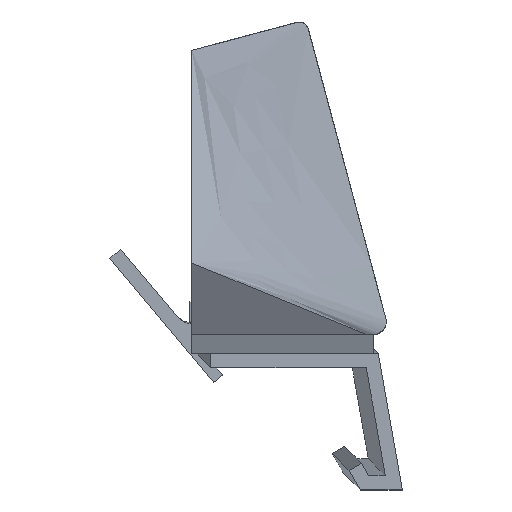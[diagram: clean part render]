
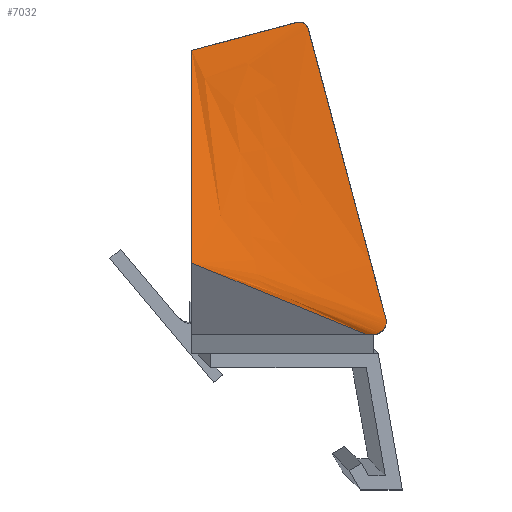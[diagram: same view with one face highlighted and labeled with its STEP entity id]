
A CAD part, left-side view. The second image highlights one B-rep face of the part: STEP entity #7032.
In plain terms, the highlighted free-form (B-spline) face has degree [3, 3] with [19, 4] control points.
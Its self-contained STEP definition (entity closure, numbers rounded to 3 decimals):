
#6970 = VERTEX_POINT('',#6971);
#6971 = CARTESIAN_POINT('',(-95.401,-2.517,
    1.823));
#6979 = VERTEX_POINT('',#6980);
#6980 = CARTESIAN_POINT('',(-95.401,20.064,
    38.497));
#6985 = EDGE_CURVE('',#6979,#6970,#6986,.T.);
#6986 = B_SPLINE_CURVE_WITH_KNOTS('',3,(#6987,#6988,#6989,#6990,#6991,
    #6992,#6993,#6994,#6995,#6996,#6997,#6998,#6999,#7000,#7001,#7002,
    #7003,#7004,#7005),.UNSPECIFIED.,.F.,.F.,(4,2,1,2,1,1,1,1,2,1,1,2,4)
  ,(0.,0.24,0.248,0.272,0.438,
    0.603,0.768,0.851,0.933,
    0.946,0.972,0.985,1.),.UNSPECIFIED.);
#6987 = CARTESIAN_POINT('',(-95.401,20.064,
    38.497));
#6988 = CARTESIAN_POINT('',(-95.401,15.547,
    39.708));
#6989 = CARTESIAN_POINT('',(-95.401,11.024,
    40.925));
#6990 = CARTESIAN_POINT('',(-95.401,6.358,
    42.17));
#6991 = CARTESIAN_POINT('',(-95.401,5.701,
    42.222));
#6992 = CARTESIAN_POINT('',(-95.401,5.136,
    41.734));
#6993 = CARTESIAN_POINT('',(-95.401,4.198,
    38.137));
#6994 = CARTESIAN_POINT('',(-95.401,2.512,
    31.931));
#6995 = CARTESIAN_POINT('',(-95.401,0.019,
    22.583));
#6996 = CARTESIAN_POINT('',(-95.401,-2.072,
    14.808));
#6997 = CARTESIAN_POINT('',(-95.401,-3.739,
    8.582));
#6998 = CARTESIAN_POINT('',(-95.401,-4.574,
    5.47));
#6999 = CARTESIAN_POINT('',(-95.401,-5.056,
    3.67));
#7000 = CARTESIAN_POINT('',(-95.401,-5.087,
    2.884));
#7001 = CARTESIAN_POINT('',(-95.401,-4.406,
    1.996));
#7002 = CARTESIAN_POINT('',(-95.401,-3.639,
    1.824));
#7003 = CARTESIAN_POINT('',(-95.401,-3.096,
    1.823));
#7004 = CARTESIAN_POINT('',(-95.401,-2.807,
    1.823));
#7005 = CARTESIAN_POINT('',(-95.401,-2.517,
    1.823));
#7016 = VERTEX_POINT('',#7017);
#7017 = CARTESIAN_POINT('',(-101.019,20.064,
    11.056));
#7022 = EDGE_CURVE('',#6979,#7016,#7023,.T.);
#7023 = B_SPLINE_CURVE_WITH_KNOTS('',1,(#7024,#7025),.UNSPECIFIED.,.F.,
  .F.,(2,2),(0.,22.755),
  .PIECEWISE_BEZIER_KNOTS.);
#7024 = CARTESIAN_POINT('',(-95.401,20.064,
    38.497));
#7025 = CARTESIAN_POINT('',(-101.019,20.064,
    11.056));
#7032 = ADVANCED_FACE('',(#7033),#7042,.T.);
#7033 = FACE_BOUND('',#7034,.T.);
#7034 = EDGE_LOOP('',(#7035,#7036,#7041));
#7035 = ORIENTED_EDGE('',*,*,#7022,.T.);
#7036 = ORIENTED_EDGE('',*,*,#7037,.T.);
#7037 = EDGE_CURVE('',#7016,#6970,#7038,.T.);
#7038 = B_SPLINE_CURVE_WITH_KNOTS('',1,(#7039,#7040),.UNSPECIFIED.,.F.,
  .F.,(2,2),(0.,20.337),.PIECEWISE_BEZIER_KNOTS.);
#7039 = CARTESIAN_POINT('',(-101.019,20.064,
    11.056));
#7040 = CARTESIAN_POINT('',(-95.401,-2.517,
    1.823));
#7041 = ORIENTED_EDGE('',*,*,#6985,.F.);
#7042 = B_SPLINE_SURFACE_WITH_KNOTS('',3,3,(
    (#7043,#7044,#7045,#7046)
    ,(#7047,#7048,#7049,#7050)
    ,(#7051,#7052,#7053,#7054)
    ,(#7055,#7056,#7057,#7058)
    ,(#7059,#7060,#7061,#7062)
    ,(#7063,#7064,#7065,#7066)
    ,(#7067,#7068,#7069,#7070)
    ,(#7071,#7072,#7073,#7074)
    ,(#7075,#7076,#7077,#7078)
    ,(#7079,#7080,#7081,#7082)
    ,(#7083,#7084,#7085,#7086)
    ,(#7087,#7088,#7089,#7090)
    ,(#7091,#7092,#7093,#7094)
    ,(#7095,#7096,#7097,#7098)
    ,(#7099,#7100,#7101,#7102)
    ,(#7103,#7104,#7105,#7106)
    ,(#7107,#7108,#7109,#7110)
    ,(#7111,#7112,#7113,#7114)
    ,(#7115,#7116,#7117,#7118
    )),.UNSPECIFIED.,.F.,.F.,.F.,(4,2,1,2,1,1,1,1,2,1,1,2,4),(4,4),(0.,
    0.24,0.248,0.272,0.438,
    0.603,0.768,0.851,0.933,
    0.946,0.972,0.985,1.),(0.,1.),
  .UNSPECIFIED.);
#7043 = CARTESIAN_POINT('',(-95.401,20.064,
    38.497));
#7044 = CARTESIAN_POINT('',(-95.401,20.064,
    38.497));
#7045 = CARTESIAN_POINT('',(-95.401,20.064,
    38.497));
#7046 = CARTESIAN_POINT('',(-95.401,20.064,
    38.497));
#7047 = CARTESIAN_POINT('',(-95.85,20.064,
    36.305));
#7048 = CARTESIAN_POINT('',(-95.7,18.559,
    37.439));
#7049 = CARTESIAN_POINT('',(-95.55,17.053,
    38.574));
#7050 = CARTESIAN_POINT('',(-95.401,15.547,
    39.708));
#7051 = CARTESIAN_POINT('',(-96.298,20.064,
    34.112));
#7052 = CARTESIAN_POINT('',(-95.999,17.053,
    36.381));
#7053 = CARTESIAN_POINT('',(-95.7,14.036,
    38.656));
#7054 = CARTESIAN_POINT('',(-95.401,11.024,
    40.925));
#7055 = CARTESIAN_POINT('',(-96.763,20.064,
    31.845));
#7056 = CARTESIAN_POINT('',(-96.309,15.496,
    35.286));
#7057 = CARTESIAN_POINT('',(-95.855,10.926,
    38.729));
#7058 = CARTESIAN_POINT('',(-95.401,6.358,
    42.17));
#7059 = CARTESIAN_POINT('',(-96.824,20.064,
    31.545));
#7060 = CARTESIAN_POINT('',(-96.35,15.277,
    35.104));
#7061 = CARTESIAN_POINT('',(-95.875,10.488,
    38.663));
#7062 = CARTESIAN_POINT('',(-95.401,5.701,
    42.222));
#7063 = CARTESIAN_POINT('',(-96.885,20.064,
    31.245));
#7064 = CARTESIAN_POINT('',(-96.391,15.09,
    34.74));
#7065 = CARTESIAN_POINT('',(-95.896,10.111,
    38.24));
#7066 = CARTESIAN_POINT('',(-95.401,5.136,
    41.734));
#7067 = CARTESIAN_POINT('',(-97.241,20.064,
    29.509));
#7068 = CARTESIAN_POINT('',(-96.627,14.771,
    32.39));
#7069 = CARTESIAN_POINT('',(-96.014,9.491,
    35.256));
#7070 = CARTESIAN_POINT('',(-95.401,4.198,
    38.137));
#7071 = CARTESIAN_POINT('',(-97.859,20.064,
    26.488));
#7072 = CARTESIAN_POINT('',(-97.04,14.215,
    28.301));
#7073 = CARTESIAN_POINT('',(-96.22,8.362,
    30.118));
#7074 = CARTESIAN_POINT('',(-95.401,2.512,
    31.931));
#7075 = CARTESIAN_POINT('',(-98.787,20.064,
    21.955));
#7076 = CARTESIAN_POINT('',(-97.659,13.381,
    22.166));
#7077 = CARTESIAN_POINT('',(-96.53,6.702,
    22.372));
#7078 = CARTESIAN_POINT('',(-95.401,0.019,
    22.583));
#7079 = CARTESIAN_POINT('',(-99.561,20.064,
    18.178));
#7080 = CARTESIAN_POINT('',(-98.174,12.686,
    17.055));
#7081 = CARTESIAN_POINT('',(-96.787,5.306,
    15.931));
#7082 = CARTESIAN_POINT('',(-95.401,-2.072,
    14.808));
#7083 = CARTESIAN_POINT('',(-100.179,20.064,
    15.156));
#7084 = CARTESIAN_POINT('',(-98.586,12.13,
    12.965));
#7085 = CARTESIAN_POINT('',(-96.994,4.196,
    10.773));
#7086 = CARTESIAN_POINT('',(-95.401,-3.739,
    8.582));
#7087 = CARTESIAN_POINT('',(-100.489,20.064,
    13.646));
#7088 = CARTESIAN_POINT('',(-98.793,11.852,
    10.92));
#7089 = CARTESIAN_POINT('',(-97.097,3.638,8.195)
  );
#7090 = CARTESIAN_POINT('',(-95.401,-4.574,
    5.47));
#7091 = CARTESIAN_POINT('',(-100.668,20.064,
    12.771));
#7092 = CARTESIAN_POINT('',(-98.912,11.691,
    9.737));
#7093 = CARTESIAN_POINT('',(-97.156,3.318,6.703
    ));
#7094 = CARTESIAN_POINT('',(-95.401,-5.056,
    3.67));
#7095 = CARTESIAN_POINT('',(-100.741,20.064,
    12.414));
#7096 = CARTESIAN_POINT('',(-98.961,11.681,
    9.238));
#7097 = CARTESIAN_POINT('',(-97.181,3.296,6.061)
  );
#7098 = CARTESIAN_POINT('',(-95.401,-5.087,
    2.884));
#7099 = CARTESIAN_POINT('',(-100.838,20.064,
    11.939));
#7100 = CARTESIAN_POINT('',(-99.026,11.907,
    8.624));
#7101 = CARTESIAN_POINT('',(-97.213,3.751,5.311
    ));
#7102 = CARTESIAN_POINT('',(-95.401,-4.406,
    1.996));
#7103 = CARTESIAN_POINT('',(-100.911,20.064,
    11.582));
#7104 = CARTESIAN_POINT('',(-99.074,12.164,
    8.33));
#7105 = CARTESIAN_POINT('',(-97.238,4.261,
    5.076));
#7106 = CARTESIAN_POINT('',(-95.401,-3.639,
    1.824));
#7107 = CARTESIAN_POINT('',(-100.963,20.064,
    11.327));
#7108 = CARTESIAN_POINT('',(-99.109,12.344,
    8.159));
#7109 = CARTESIAN_POINT('',(-97.255,4.624,
    4.992));
#7110 = CARTESIAN_POINT('',(-95.401,-3.096,
    1.823));
#7111 = CARTESIAN_POINT('',(-100.991,20.064,
    11.191));
#7112 = CARTESIAN_POINT('',(-99.128,12.441,
    8.069));
#7113 = CARTESIAN_POINT('',(-97.264,4.817,4.946
    ));
#7114 = CARTESIAN_POINT('',(-95.401,-2.807,
    1.823));
#7115 = CARTESIAN_POINT('',(-101.019,20.064,
    11.056));
#7116 = CARTESIAN_POINT('',(-99.146,12.537,
    7.978));
#7117 = CARTESIAN_POINT('',(-97.273,5.01,4.901
    ));
#7118 = CARTESIAN_POINT('',(-95.401,-2.517,
    1.823));
